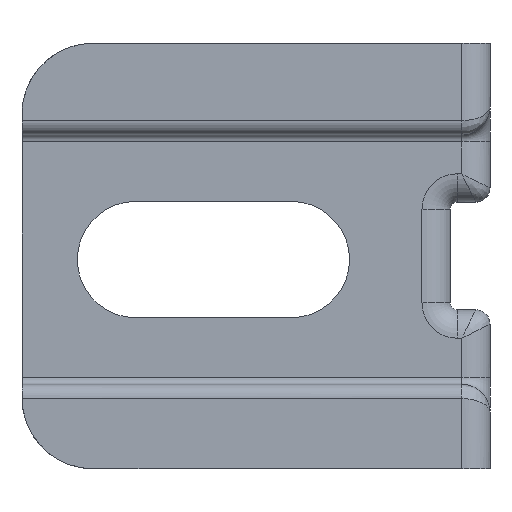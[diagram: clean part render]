
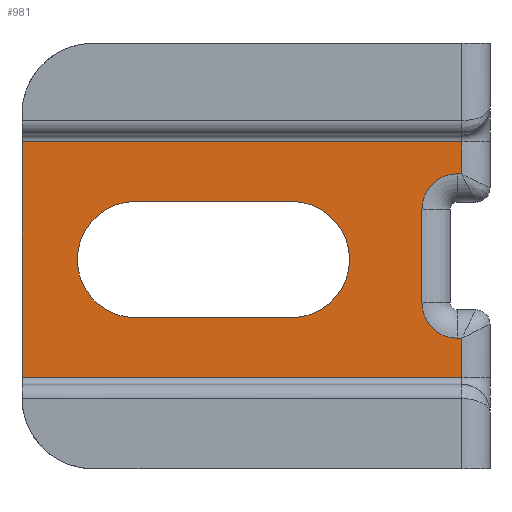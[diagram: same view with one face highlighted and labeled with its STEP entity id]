
A CAD part, front view. The second image highlights one B-rep face of the part: STEP entity #981.
In plain terms, the highlighted planar face has unit normal (0, -1, 0).
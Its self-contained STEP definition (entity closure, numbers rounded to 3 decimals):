
#73=CARTESIAN_POINT('',(11.008,-11.21,18.85));
#74=VERTEX_POINT('',#73);
#75=CARTESIAN_POINT('',(11.008,-11.21,10.65));
#76=VERTEX_POINT('',#75);
#77=CARTESIAN_POINT('',(11.008,-11.21,14.75));
#78=DIRECTION('',(0.0,1.0,0.0));
#79=DIRECTION('',(1.0,0.0,0.0));
#80=AXIS2_PLACEMENT_3D('',#77,#78,#79);
#81=CIRCLE('',#80,4.1);
#82=EDGE_CURVE('',#74,#76,#81,.T.);
#115=CARTESIAN_POINT('',(0.008,-11.21,10.65));
#116=VERTEX_POINT('',#115);
#117=CARTESIAN_POINT('',(11.008,-11.21,10.65));
#118=DIRECTION('',(-1.0,0.0,0.0));
#119=VECTOR('',#118,11.);
#120=LINE('',#117,#119);
#121=EDGE_CURVE('',#76,#116,#120,.T.);
#146=CARTESIAN_POINT('',(0.008,-11.21,18.85));
#147=VERTEX_POINT('',#146);
#148=CARTESIAN_POINT('',(0.008,-11.21,14.75));
#149=DIRECTION('',(0.0,1.0,0.0));
#150=DIRECTION('',(1.0,0.0,0.0));
#151=AXIS2_PLACEMENT_3D('',#148,#149,#150);
#152=CIRCLE('',#151,4.1);
#153=EDGE_CURVE('',#116,#147,#152,.T.);
#179=CARTESIAN_POINT('',(0.008,-11.21,18.85));
#180=DIRECTION('',(1.0,0.0,0.0));
#181=VECTOR('',#180,11.);
#182=LINE('',#179,#181);
#183=EDGE_CURVE('',#147,#74,#182,.T.);
#378=CARTESIAN_POINT('',(23.008,-11.21,9.2));
#379=VERTEX_POINT('',#378);
#412=CARTESIAN_POINT('',(23.008,-11.21,6.45));
#413=VERTEX_POINT('',#412);
#414=CARTESIAN_POINT('',(23.008,-11.21,9.2));
#415=DIRECTION('',(0.0,0.0,-1.0));
#416=VECTOR('',#415,2.75);
#417=LINE('',#414,#416);
#418=EDGE_CURVE('',#379,#413,#417,.T.);
#527=CARTESIAN_POINT('',(23.008,-11.21,20.8));
#528=VERTEX_POINT('',#527);
#561=CARTESIAN_POINT('',(22.708,-11.21,20.8));
#562=VERTEX_POINT('',#561);
#563=CARTESIAN_POINT('',(23.008,-11.21,20.8));
#564=DIRECTION('',(-1.0,0.0,0.0));
#565=VECTOR('',#564,0.3);
#566=LINE('',#563,#565);
#567=EDGE_CURVE('',#528,#562,#566,.T.);
#592=CARTESIAN_POINT('',(20.208,-11.21,18.3));
#593=VERTEX_POINT('',#592);
#611=CARTESIAN_POINT('',(22.708,-11.21,18.3));
#612=DIRECTION('',(0.0,-1.,0.0));
#613=DIRECTION('',(-0.707,0.0,0.707));
#614=AXIS2_PLACEMENT_3D('',#611,#612,#613);
#615=CIRCLE('',#614,2.5);
#616=EDGE_CURVE('',#562,#593,#615,.T.);
#626=CARTESIAN_POINT('',(20.208,-11.21,11.7));
#627=VERTEX_POINT('',#626);
#644=CARTESIAN_POINT('',(20.208,-11.21,18.3));
#645=DIRECTION('',(0.0,0.0,-1.0));
#646=VECTOR('',#645,6.6);
#647=LINE('',#644,#646);
#648=EDGE_CURVE('',#593,#627,#647,.T.);
#658=CARTESIAN_POINT('',(22.708,-11.21,9.2));
#659=VERTEX_POINT('',#658);
#677=CARTESIAN_POINT('',(22.708,-11.21,11.7));
#678=DIRECTION('',(0.0,-1.,0.0));
#679=DIRECTION('',(-0.707,0.0,-0.707));
#680=AXIS2_PLACEMENT_3D('',#677,#678,#679);
#681=CIRCLE('',#680,2.5);
#682=EDGE_CURVE('',#627,#659,#681,.T.);
#700=CARTESIAN_POINT('',(22.708,-11.21,9.2));
#701=DIRECTION('',(1.0,0.0,0.0));
#702=VECTOR('',#701,0.3);
#703=LINE('',#700,#702);
#704=EDGE_CURVE('',#659,#379,#703,.T.);
#807=CARTESIAN_POINT('',(23.008,-11.21,23.05));
#808=VERTEX_POINT('',#807);
#849=CARTESIAN_POINT('',(23.008,-11.21,23.05));
#850=DIRECTION('',(0.0,0.0,-1.0));
#851=VECTOR('',#850,2.25);
#852=LINE('',#849,#851);
#853=EDGE_CURVE('',#808,#528,#852,.T.);
#927=CARTESIAN_POINT('',(-7.992,-11.21,6.45));
#928=VERTEX_POINT('',#927);
#929=CARTESIAN_POINT('',(-7.992,-11.21,6.45));
#930=DIRECTION('',(1.0,0.0,0.0));
#931=VECTOR('',#930,31.0);
#932=LINE('',#929,#931);
#933=EDGE_CURVE('',#928,#413,#932,.T.);
#946=CARTESIAN_POINT('',(-7.992,-11.21,6.45));
#947=DIRECTION('',(0.0,-1.0,0.0));
#948=DIRECTION('',(0.0,0.0,-1.0));
#949=AXIS2_PLACEMENT_3D('',#946,#947,#948);
#950=PLANE('',#949);
#951=ORIENTED_EDGE('',*,*,#418,.F.);
#952=ORIENTED_EDGE('',*,*,#704,.F.);
#953=ORIENTED_EDGE('',*,*,#682,.F.);
#954=ORIENTED_EDGE('',*,*,#648,.F.);
#955=ORIENTED_EDGE('',*,*,#616,.F.);
#956=ORIENTED_EDGE('',*,*,#567,.F.);
#957=ORIENTED_EDGE('',*,*,#853,.F.);
#958=CARTESIAN_POINT('',(-7.992,-11.21,23.05));
#959=VERTEX_POINT('',#958);
#960=CARTESIAN_POINT('',(-7.992,-11.21,23.05));
#961=DIRECTION('',(1.0,0.0,0.0));
#962=VECTOR('',#961,31.);
#963=LINE('',#960,#962);
#964=EDGE_CURVE('',#959,#808,#963,.T.);
#965=ORIENTED_EDGE('',*,*,#964,.F.);
#966=CARTESIAN_POINT('',(-7.992,-11.21,6.45));
#967=DIRECTION('',(0.0,0.0,1.0));
#968=VECTOR('',#967,16.6);
#969=LINE('',#966,#968);
#970=EDGE_CURVE('',#928,#959,#969,.T.);
#971=ORIENTED_EDGE('',*,*,#970,.F.);
#972=ORIENTED_EDGE('',*,*,#933,.T.);
#973=EDGE_LOOP('',(#951,#952,#953,#954,#955,#956,#957,#965,#971,#972));
#974=FACE_OUTER_BOUND('',#973,.T.);
#975=ORIENTED_EDGE('',*,*,#153,.T.);
#976=ORIENTED_EDGE('',*,*,#183,.T.);
#977=ORIENTED_EDGE('',*,*,#82,.T.);
#978=ORIENTED_EDGE('',*,*,#121,.T.);
#979=EDGE_LOOP('',(#975,#976,#977,#978));
#980=FACE_BOUND('',#979,.T.);
#981=ADVANCED_FACE('',(#974,#980),#950,.T.);
